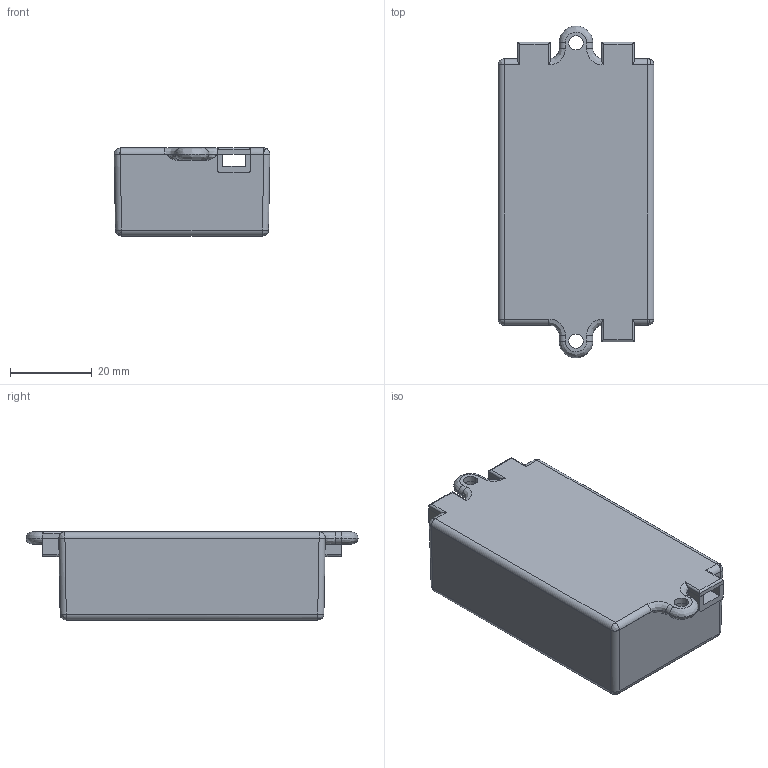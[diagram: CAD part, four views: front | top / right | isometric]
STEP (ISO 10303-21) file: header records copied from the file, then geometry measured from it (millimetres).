
FILE_DESCRIPTION (( 'STEP AP214' ), '1' );
FILE_NAME ('G1011.STEP', '2018-09-26T08:51:20', ( '' ), ( '' ), 'SwSTEP 2.0', 'SolidWorks 2014', '' );
FILE_SCHEMA (( 'AUTOMOTIVE_DESIGN' ));
Length unit declared in the file: millimetre
Products named in the file (1): G1011
Bounding box: 38 x 81 x 21.5 mm (x, y, z)
Volume: 14829.1 mm3; surface area: 18619.3 mm2
Topology: 2 solids, 2 shells, 201 faces, 516 edges, 331 vertices
Faces by surface type: plane 85, cylinder 79, bspline 29, cone 8
Entity records: 6631 total; most frequent: CARTESIAN_POINT 1804, ORIENTED_EDGE 1024, DIRECTION 972, EDGE_CURVE 512, AXIS2_PLACEMENT_3D 342, VERTEX_POINT 331, VECTOR 288, LINE 288
